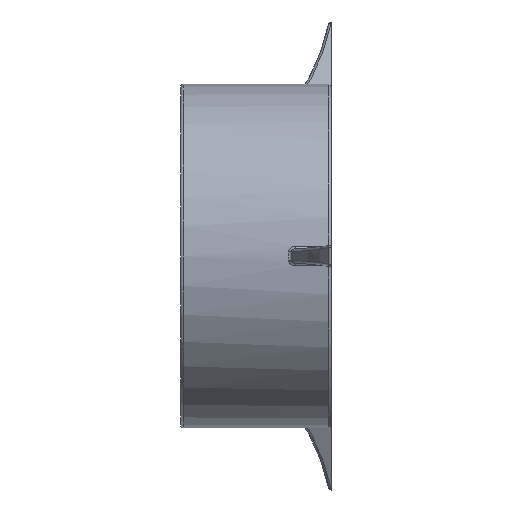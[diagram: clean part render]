
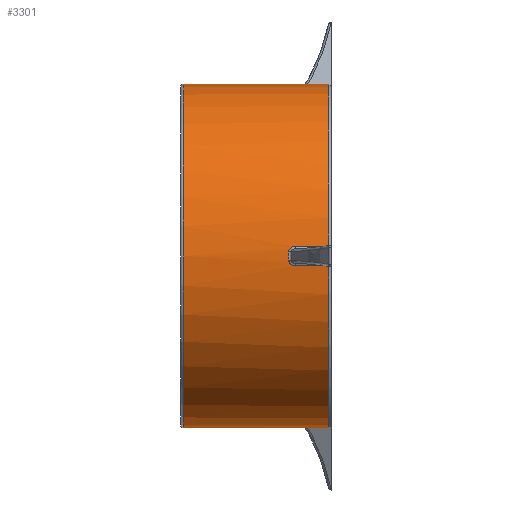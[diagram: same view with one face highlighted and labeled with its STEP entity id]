
A CAD part, left-side view. The second image highlights one B-rep face of the part: STEP entity #3301.
In plain terms, the highlighted cylindrical face has radius 62.5 mm (diameter 125 mm), a partial arc.
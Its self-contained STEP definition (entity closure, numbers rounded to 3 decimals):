
#67 = EDGE_CURVE ( 'NONE', #2746, #2612, #4376, .T. ) ;
#93 = CARTESIAN_POINT ( 'NONE',  ( -62.399, 13.333, -3.552 ) ) ;
#165 = CARTESIAN_POINT ( 'NONE',  ( -62.459, 15.347, 2.276 ) ) ;
#259 = CARTESIAN_POINT ( 'NONE',  ( 0., 54., 0. ) ) ;
#287 = ORIENTED_EDGE ( 'NONE', *, *, #1850, .T. ) ;
#374 = ORIENTED_EDGE ( 'NONE', *, *, #2645, .T. ) ;
#413 = ORIENTED_EDGE ( 'NONE', *, *, #723, .T. ) ;
#425 = CARTESIAN_POINT ( 'NONE',  ( -62.399, 13.039, 3.552 ) ) ;
#447 = CARTESIAN_POINT ( 'NONE',  ( -62.444, 15.11, -2.649 ) ) ;
#449 = CYLINDRICAL_SURFACE ( 'NONE', #3348, 62.5 ) ;
#499 = CARTESIAN_POINT ( 'NONE',  ( -62.449, 15.201, 2.528 ) ) ;
#552 = ORIENTED_EDGE ( 'NONE', *, *, #2434, .T. ) ;
#636 = CARTESIAN_POINT ( 'NONE',  ( -62.399, 13.039, 3.552 ) ) ;
#723 = EDGE_CURVE ( 'NONE', #2989, #4423, #3206, .T. ) ;
#777 = CARTESIAN_POINT ( 'NONE',  ( -62.459, 15.346, -2.277 ) ) ;
#787 = DIRECTION ( 'NONE',  ( 0., 1., 0. ) ) ;
#803 = CARTESIAN_POINT ( 'NONE',  ( -62.422, 14.564, -3.131 ) ) ;
#808 = CARTESIAN_POINT ( 'NONE',  ( 0., 15.503, 0. ) ) ;
#824 = CARTESIAN_POINT ( 'NONE',  ( -62.435, 14.914, 2.861 ) ) ;
#845 = VECTOR ( 'NONE', #2739, 1000. ) ;
#853 = DIRECTION ( 'NONE',  ( 0., 0., -1. ) ) ;
#907 = CARTESIAN_POINT ( 'NONE',  ( 0., 53., 62.5 ) ) ;
#909 = ORIENTED_EDGE ( 'NONE', *, *, #2779, .T. ) ;
#971 = VERTEX_POINT ( 'NONE', #2224 ) ;
#998 = CARTESIAN_POINT ( 'NONE',  ( 0., 54., 62.5 ) ) ;
#1051 = LINE ( 'NONE', #4155, #845 ) ;
#1087 = CARTESIAN_POINT ( 'NONE',  ( -62.43, 14.799, -2.961 ) ) ;
#1160 = CARTESIAN_POINT ( 'NONE',  ( -62.399, 13.333, 3.552 ) ) ;
#1178 = ORIENTED_EDGE ( 'NONE', *, *, #67, .T. ) ;
#1230 = ORIENTED_EDGE ( 'NONE', *, *, #3929, .F. ) ;
#1281 = LINE ( 'NONE', #907, #2409 ) ;
#1302 = CARTESIAN_POINT ( 'NONE',  ( -62.399, 53., -3.552 ) ) ;
#1356 = DIRECTION ( 'NONE',  ( 0., -1., 0. ) ) ;
#1444 = VERTEX_POINT ( 'NONE', #3083 ) ;
#1457 = FACE_OUTER_BOUND ( 'NONE', #1606, .T. ) ;
#1475 = CARTESIAN_POINT ( 'NONE',  ( -62.401, 13.62, -3.511 ) ) ;
#1477 = CARTESIAN_POINT ( 'NONE',  ( 0., 53., 0. ) ) ;
#1520 = VERTEX_POINT ( 'NONE', #2013 ) ;
#1538 = CARTESIAN_POINT ( 'NONE',  ( -62.399, 1., -3.552 ) ) ;
#1540 = ORIENTED_EDGE ( 'NONE', *, *, #4036, .F. ) ;
#1542 = CARTESIAN_POINT ( 'NONE',  ( -62.464, 15.405, 2.139 ) ) ;
#1587 = CARTESIAN_POINT ( 'NONE',  ( -62.477, 15.503, 1.714 ) ) ;
#1606 = EDGE_LOOP ( 'NONE', ( #4248, #413, #909, #3653, #287, #1230, #1178, #1540, #552, #374 ) ) ;
#1617 = DIRECTION ( 'NONE',  ( 0., 0., 1. ) ) ;
#1623 = CARTESIAN_POINT ( 'NONE',  ( -62.399, 13.039, -3.552 ) ) ;
#1690 = CARTESIAN_POINT ( 'NONE',  ( 0., 1., 0. ) ) ;
#1790 = CARTESIAN_POINT ( 'NONE',  ( -62.401, 13.622, 3.511 ) ) ;
#1850 = EDGE_CURVE ( 'NONE', #2325, #2346, #4379, .T. ) ;
#1855 = VERTEX_POINT ( 'NONE', #636 ) ;
#1857 = CARTESIAN_POINT ( 'NONE',  ( -62.418, 14.439, -3.204 ) ) ;
#1923 = CARTESIAN_POINT ( 'NONE',  ( -62.473, 15.483, 1.858 ) ) ;
#1936 = DIRECTION ( 'NONE',  ( 0., -1., 0. ) ) ;
#1940 = AXIS2_PLACEMENT_3D ( 'NONE', #808, #4217, #853 ) ;
#1972 = EDGE_CURVE ( 'NONE', #2989, #1444, #1281, .T. ) ;
#2013 = CARTESIAN_POINT ( 'NONE',  ( -62.399, 1., 3.552 ) ) ;
#2116 = EDGE_CURVE ( 'NONE', #971, #2325, #3560, .T. ) ;
#2157 = DIRECTION ( 'NONE',  ( 0., 0., 1. ) ) ;
#2172 = CARTESIAN_POINT ( 'NONE',  ( -62.477, 15.503, -1.715 ) ) ;
#2195 = CARTESIAN_POINT ( 'NONE',  ( -62.434, 14.911, -2.863 ) ) ;
#2211 = AXIS2_PLACEMENT_3D ( 'NONE', #1690, #2656, #4019 ) ;
#2224 = CARTESIAN_POINT ( 'NONE',  ( 0., 1., -62.5 ) ) ;
#2325 = VERTEX_POINT ( 'NONE', #1538 ) ;
#2339 = DIRECTION ( 'NONE',  ( 0., -1., 0. ) ) ;
#2346 = VERTEX_POINT ( 'NONE', #1623 ) ;
#2361 = CARTESIAN_POINT ( 'NONE',  ( -62.48, 15.503, 1.567 ) ) ;
#2409 = VECTOR ( 'NONE', #1936, 1000. ) ;
#2415 = VECTOR ( 'NONE', #1356, 1000. ) ;
#2434 = EDGE_CURVE ( 'NONE', #1855, #1520, #3710, .T. ) ;
#2482 = CARTESIAN_POINT ( 'NONE',  ( -62.48, 15.503, -1.567 ) ) ;
#2531 = CARTESIAN_POINT ( 'NONE',  ( -62.417, 14.448, 3.215 ) ) ;
#2560 = CARTESIAN_POINT ( 'NONE',  ( 0., 54., -62.5 ) ) ;
#2612 = VERTEX_POINT ( 'NONE', #2361 ) ;
#2631 = DIRECTION ( 'NONE',  ( 0., 1., 0. ) ) ;
#2645 = EDGE_CURVE ( 'NONE', #1520, #1444, #3279, .T. ) ;
#2656 = DIRECTION ( 'NONE',  ( 0., 1., 0. ) ) ;
#2659 = CARTESIAN_POINT ( 'NONE',  ( -62.399, 53., 3.552 ) ) ;
#2695 = CARTESIAN_POINT ( 'NONE',  ( -62.48, 15.503, -1.567 ) ) ;
#2739 = DIRECTION ( 'NONE',  ( 0., -1., 0. ) ) ;
#2746 = VERTEX_POINT ( 'NONE', #2695 ) ;
#2779 = EDGE_CURVE ( 'NONE', #4423, #971, #1051, .T. ) ;
#2800 = CARTESIAN_POINT ( 'NONE',  ( -62.449, 15.198, -2.532 ) ) ;
#2840 = DIRECTION ( 'NONE',  ( 0., -1., 0. ) ) ;
#2989 = VERTEX_POINT ( 'NONE', #998 ) ;
#3083 = CARTESIAN_POINT ( 'NONE',  ( 0., 1., 62.5 ) ) ;
#3154 = CARTESIAN_POINT ( 'NONE',  ( -62.43, 14.804, 2.957 ) ) ;
#3175 = CARTESIAN_POINT ( 'NONE',  ( -62.408, 14.04, -3.385 ) ) ;
#3206 = CIRCLE ( 'NONE', #3777, 62.5 ) ;
#3224 = CARTESIAN_POINT ( 'NONE',  ( -62.399, 13.039, -3.552 ) ) ;
#3263 = CARTESIAN_POINT ( 'NONE',  ( -62.48, 15.503, 1.567 ) ) ;
#3279 = CIRCLE ( 'NONE', #2211, 62.5 ) ;
#3301 = ADVANCED_FACE ( 'NONE', ( #1457 ), #449, .T. ) ;
#3348 = AXIS2_PLACEMENT_3D ( 'NONE', #1477, #2840, #3451 ) ;
#3451 = DIRECTION ( 'NONE',  ( 0., 0., -1. ) ) ;
#3469 = CARTESIAN_POINT ( 'NONE',  ( -62.463, 15.404, -2.142 ) ) ;
#3555 = CARTESIAN_POINT ( 'NONE',  ( -62.444, 15.112, 2.646 ) ) ;
#3560 = CIRCLE ( 'NONE', #3922, 62.5 ) ;
#3653 = ORIENTED_EDGE ( 'NONE', *, *, #2116, .T. ) ;
#3710 = LINE ( 'NONE', #2659, #2415 ) ;
#3777 = AXIS2_PLACEMENT_3D ( 'NONE', #259, #2339, #1617 ) ;
#3787 = B_SPLINE_CURVE_WITH_KNOTS ( 'NONE', 3,
 ( #425, #1160, #1790, #3914, #2531, #3154, #824, #3555, #499, #165, #1542, #1923, #1587, #3263 ),
 .UNSPECIFIED., .F., .F.,
 ( 4, 2, 2, 2, 2, 2, 4 ),
 ( 0., 0.001, 0.002, 0.002, 0.003, 0.003, 0.004 ),
 .UNSPECIFIED. ) ;
#3860 = CARTESIAN_POINT ( 'NONE',  ( 0., 1., 0. ) ) ;
#3914 = CARTESIAN_POINT ( 'NONE',  ( -62.411, 14.182, 3.342 ) ) ;
#3922 = AXIS2_PLACEMENT_3D ( 'NONE', #3860, #787, #2157 ) ;
#3929 = EDGE_CURVE ( 'NONE', #2746, #2346, #4160, .T. ) ;
#4019 = DIRECTION ( 'NONE',  ( 0., 0., 1. ) ) ;
#4036 = EDGE_CURVE ( 'NONE', #1855, #2612, #3787, .T. ) ;
#4134 = VECTOR ( 'NONE', #2631, 1000. ) ;
#4155 = CARTESIAN_POINT ( 'NONE',  ( 0., 53., -62.5 ) ) ;
#4160 = B_SPLINE_CURVE_WITH_KNOTS ( 'NONE', 3,
 ( #2482, #2172, #4189, #3469, #777, #2800, #447, #2195, #1087, #803, #1857, #4235, #3175, #1475, #93, #3224 ),
 .UNSPECIFIED., .F., .F.,
 ( 4, 2, 2, 2, 2, 2, 2, 4 ),
 ( 0., 0., 0.001, 0.001, 0.002, 0.002, 0.003, 0.004 ),
 .UNSPECIFIED. ) ;
#4189 = CARTESIAN_POINT ( 'NONE',  ( -62.472, 15.482, -1.863 ) ) ;
#4217 = DIRECTION ( 'NONE',  ( 0., 1., 0. ) ) ;
#4235 = CARTESIAN_POINT ( 'NONE',  ( -62.411, 14.178, -3.331 ) ) ;
#4248 = ORIENTED_EDGE ( 'NONE', *, *, #1972, .F. ) ;
#4376 = CIRCLE ( 'NONE', #1940, 62.5 ) ;
#4379 = LINE ( 'NONE', #1302, #4134 ) ;
#4423 = VERTEX_POINT ( 'NONE', #2560 ) ;
